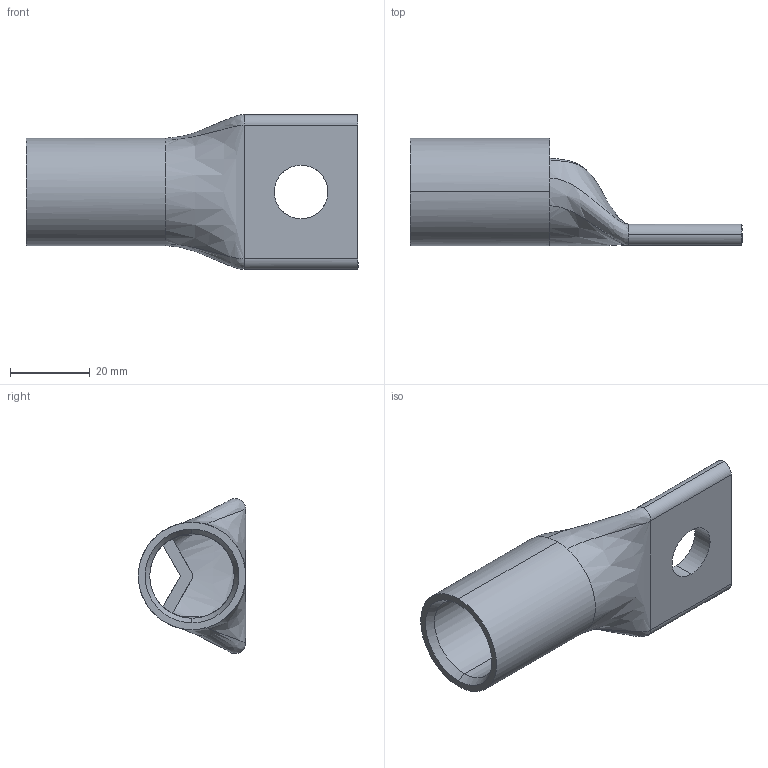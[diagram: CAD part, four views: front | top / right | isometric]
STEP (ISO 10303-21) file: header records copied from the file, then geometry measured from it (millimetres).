
FILE_DESCRIPTION (( 'STEP AP203' ), '1' );
FILE_NAME ('BLU-050S2-1.step', '2024-09-09T18:00:17', ( '' ), ( '' ), 'SwSTEP 2.0', 'SolidWorks 2023', '' );
FILE_SCHEMA (( 'CONFIG_CONTROL_DESIGN' ));
Length unit declared in the file: inch
Products named in the file (1): BLU-050S2-1
Bounding box: 83.31 x 26.92 x 38.88 mm (x, y, z)
Volume: 16362.4 mm3; surface area: 11417.4 mm2
Topology: 1 solids, 1 shells, 35 faces, 89 edges, 54 vertices
Faces by surface type: cylinder 11, bspline 11, plane 11, cone 2
Entity records: 2594 total; most frequent: CARTESIAN_POINT 1810, ORIENTED_EDGE 176, DIRECTION 91, EDGE_CURVE 88, VERTEX_POINT 54, B_SPLINE_CURVE_WITH_KNOTS 52, EDGE_LOOP 38, ADVANCED_FACE 35
